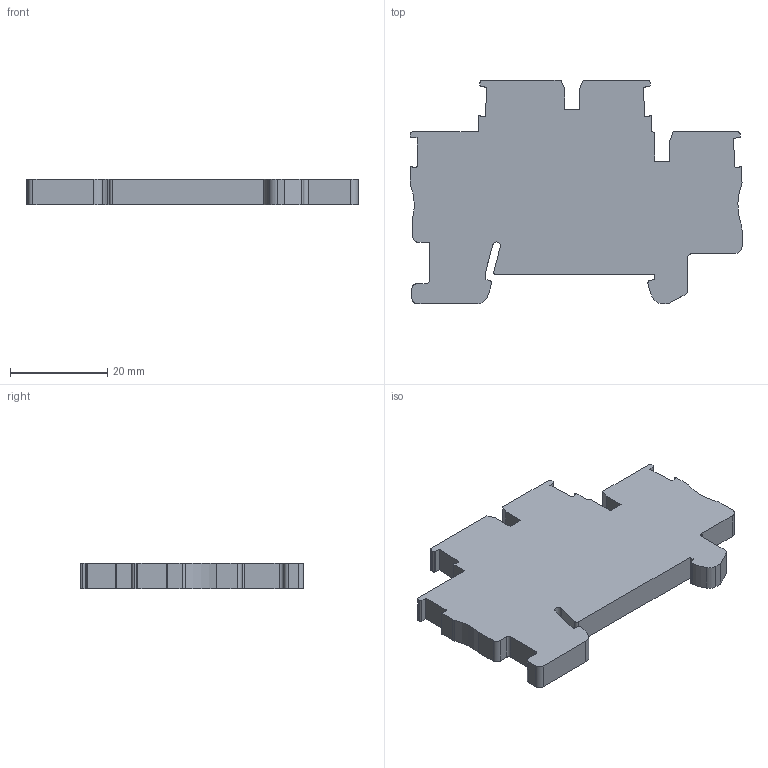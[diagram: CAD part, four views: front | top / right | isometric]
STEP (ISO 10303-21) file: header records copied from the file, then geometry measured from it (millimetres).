
FILE_DESCRIPTION(/* description */ (''),/* implementation_level */ '2;1');
FILE_NAME(/* name */ 'TPD2.5.stp',/* time_stamp */ '2020-05-14T14:13:22+08:00',/* author */ (''),/* organization */ (''),/* preprocessor_version */ 'ST-DEVELOPER v16',/* originating_system */ 'SIEMENS PLM Software NX 10.0',/* authorisation */ '');
FILE_SCHEMA (('CONFIG_CONTROL_DESIGN'));
Length unit declared in the file: millimetre
Products named in the file (1): SP6211T1001_step
Bounding box: 68.15 x 45.85 x 5.2 mm (x, y, z)
Volume: 12068.4 mm3; surface area: 6141.5 mm2
Topology: 1 solids, 1 shells, 118 faces, 349 edges, 233 vertices
Faces by surface type: plane 68, cylinder 50
Entity records: 4047 total; most frequent: CARTESIAN_POINT 707, ORIENTED_EDGE 698, DIRECTION 685, EDGE_CURVE 349, LINE 247, VECTOR 247, VERTEX_POINT 233, AXIS2_PLACEMENT_3D 219
